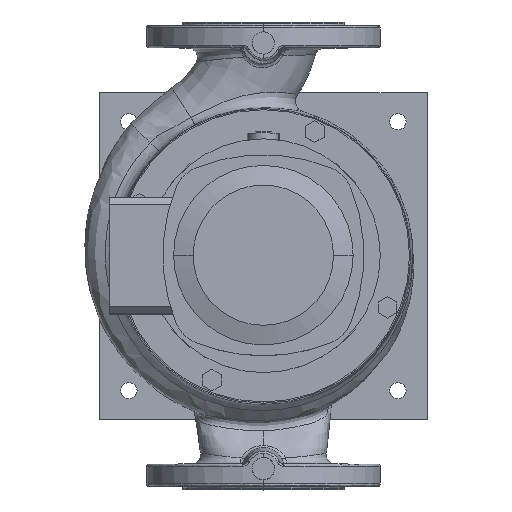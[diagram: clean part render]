
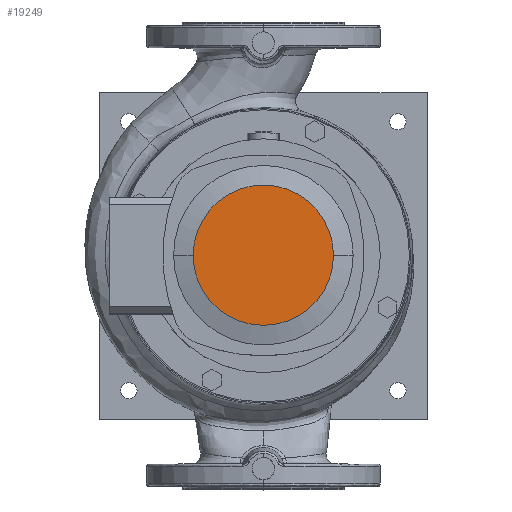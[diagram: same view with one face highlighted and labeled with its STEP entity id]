
A CAD part, top view. The second image highlights one B-rep face of the part: STEP entity #19249.
In plain terms, the highlighted planar face has unit normal (0, 0, 1).
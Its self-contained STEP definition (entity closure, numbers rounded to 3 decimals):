
#6075 = ORIENTED_EDGE ( 'NONE', *, *, #19086, .T. ) ;
#6076 = ORIENTED_EDGE ( 'NONE', *, *, #20138, .T. ) ;
#12507 = AXIS2_PLACEMENT_3D ( 'NONE', #34955, #34962, #34963 ) ;
#14261 = AXIS2_PLACEMENT_3D ( 'NONE', #39000, #39001, #39002 ) ;
#14266 = CIRCLE ( 'NONE', #14261, 60. ) ;
#19086 = EDGE_CURVE ( 'NONE', #36532, #36547, #32931, .T. ) ;
#19249 = ADVANCED_FACE ( 'NONE', ( #34958 ), #34959, .F. ) ;
#19526 = EDGE_LOOP ( 'NONE', ( #6076, #6075 ) ) ;
#20138 = EDGE_CURVE ( 'NONE', #36547, #36532, #14266, .T. ) ;
#32927 = AXIS2_PLACEMENT_3D ( 'NONE', #39657, #39658, #39659 ) ;
#32931 = CIRCLE ( 'NONE', #32927, 60. ) ;
#34955 = CARTESIAN_POINT ( 'NONE',  ( -60., 0., 395. ) ) ;
#34958 = FACE_OUTER_BOUND ( 'NONE', #19526, .T. ) ;
#34959 = PLANE ( 'NONE',  #12507 ) ;
#34962 = DIRECTION ( 'NONE',  ( 0., 0., -1. ) ) ;
#34963 = DIRECTION ( 'NONE',  ( -1., 0., 0. ) ) ;
#36532 = VERTEX_POINT ( 'NONE', #41030 ) ;
#36547 = VERTEX_POINT ( 'NONE', #41045 ) ;
#39000 = CARTESIAN_POINT ( 'NONE',  ( 0., 0., 395. ) ) ;
#39001 = DIRECTION ( 'NONE',  ( 0., 0., 1. ) ) ;
#39002 = DIRECTION ( 'NONE',  ( 1., 0., 0. ) ) ;
#39657 = CARTESIAN_POINT ( 'NONE',  ( 0., 0., 395. ) ) ;
#39658 = DIRECTION ( 'NONE',  ( 0., 0., 1. ) ) ;
#39659 = DIRECTION ( 'NONE',  ( 1., 0., 0. ) ) ;
#41030 = CARTESIAN_POINT ( 'NONE',  ( 60., 0., 395. ) ) ;
#41045 = CARTESIAN_POINT ( 'NONE',  ( -60., 0., 395. ) ) ;
